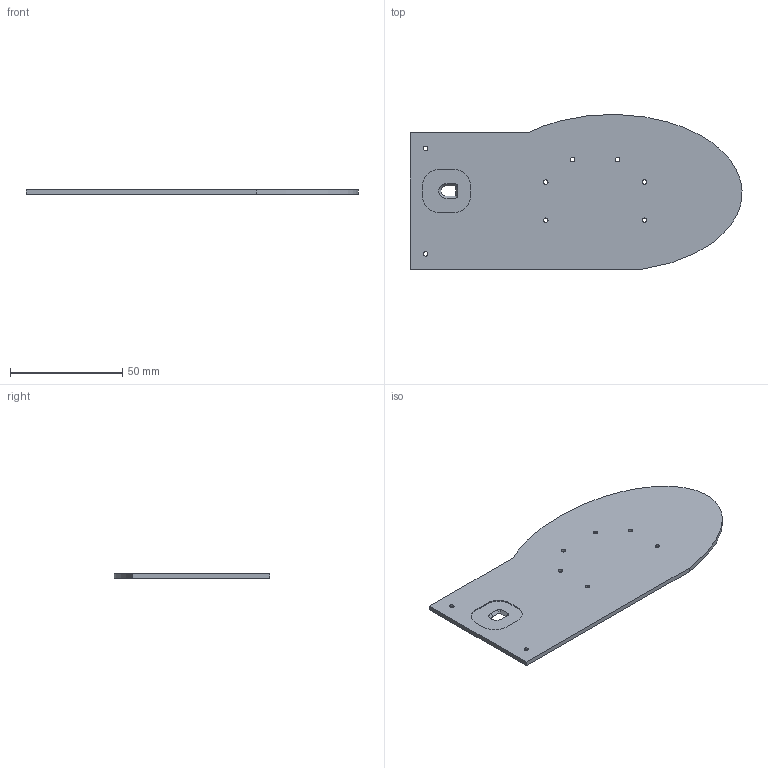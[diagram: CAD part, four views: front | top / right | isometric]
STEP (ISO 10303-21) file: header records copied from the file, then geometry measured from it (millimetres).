
FILE_DESCRIPTION(/* description */ ('Model of The Lynx Mouse secondary trigger'),/* implementation_level */ '2;1');
FILE_NAME(/* name */ 'lynx-mouse-trigger-2.step',/* time_stamp */ '2025-12-27T12:50:45',/* author */ ('David H. Bronke',''),/* organization */ (''),/* preprocessor_version */ 'Open CASCADE STEP processor 7.8.1.1',/* originating_system */ 'python-cadquery',/* authorization */ '');
FILE_SCHEMA(('AUTOMOTIVE_DESIGN { 1 0 10303 214 1 1 1 1 }'));
Length unit declared in the file: millimetre
Products named in the file (1): The Lynx Mouse secondary trigger
Bounding box: 147.93 x 69.16 x 2 mm (x, y, z)
Volume: 17446.2 mm3; surface area: 18564.4 mm2
Topology: 1 solids, 1 shells, 41 faces, 106 edges, 68 vertices
Faces by surface type: plane 17, cylinder 12, cone 11, extrusion 1
Full cylindrical faces by diameter (mm): 2 x8
Entity records: 1305 total; most frequent: DIRECTION 231, CARTESIAN_POINT 216, ORIENTED_EDGE 212, EDGE_CURVE 106, AXIS2_PLACEMENT_3D 82, VERTEX_POINT 68, VECTOR 67, LINE 66
